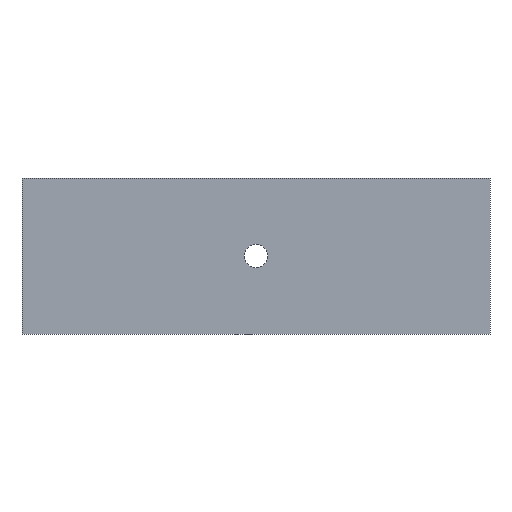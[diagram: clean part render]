
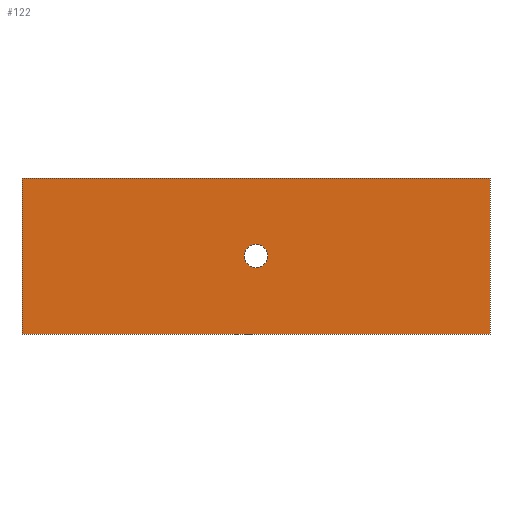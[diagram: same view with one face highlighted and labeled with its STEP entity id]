
A CAD part, left-side view. The second image highlights one B-rep face of the part: STEP entity #122.
In plain terms, the highlighted planar face has unit normal (-1, 0, 0).
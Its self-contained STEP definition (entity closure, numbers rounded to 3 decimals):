
#1=CARTESIAN_POINT('',(0.,30.,10.));
#2=DIRECTION('',(-1.,0.,0.));
#3=DIRECTION('',(0.,0.,-1.));
#4=AXIS2_PLACEMENT_3D('',#1,#2,#3);
#6=CARTESIAN_POINT('',(0.,30.,10.));
#7=DIRECTION('',(-1.,0.,0.));
#8=DIRECTION('',(0.,0.,1.));
#9=AXIS2_PLACEMENT_3D('',#6,#7,#8);
#11=DIRECTION('',(0.,1.,0.));
#12=VECTOR('',#11,60.);
#13=CARTESIAN_POINT('',(0.,0.,0.));
#14=LINE('',#13,#12);
#15=DIRECTION('',(0.,0.,1.));
#16=VECTOR('',#15,20.);
#17=CARTESIAN_POINT('',(0.,60.,0.));
#18=LINE('',#17,#16);
#19=DIRECTION('',(0.,-1.,0.));
#20=VECTOR('',#19,60.);
#21=CARTESIAN_POINT('',(0.,60.,20.));
#22=LINE('',#21,#20);
#23=DIRECTION('',(0.,0.,-1.));
#24=VECTOR('',#23,20.);
#25=CARTESIAN_POINT('',(0.,0.,20.));
#26=LINE('',#25,#24);
#77=CARTESIAN_POINT('',(0.,0.,0.));
#78=CARTESIAN_POINT('',(0.,60.,0.));
#79=VERTEX_POINT('',#77);
#80=VERTEX_POINT('',#78);
#81=CARTESIAN_POINT('',(0.,60.,20.));
#82=VERTEX_POINT('',#81);
#83=CARTESIAN_POINT('',(0.,0.,20.));
#84=VERTEX_POINT('',#83);
#93=CARTESIAN_POINT('',(0.,30.,8.5));
#94=CARTESIAN_POINT('',(0.,30.,11.5));
#95=VERTEX_POINT('',#93);
#96=VERTEX_POINT('',#94);
#101=CARTESIAN_POINT('',(0.,0.,0.));
#102=DIRECTION('',(1.,0.,0.));
#103=DIRECTION('',(0.,0.,-1.));
#104=AXIS2_PLACEMENT_3D('',#101,#102,#103);
#105=PLANE('',#104);
#107=ORIENTED_EDGE('',*,*,#106,.T.);
#109=ORIENTED_EDGE('',*,*,#108,.T.);
#111=ORIENTED_EDGE('',*,*,#110,.T.);
#113=ORIENTED_EDGE('',*,*,#112,.T.);
#114=EDGE_LOOP('',(#107,#109,#111,#113));
#115=FACE_OUTER_BOUND('',#114,.F.);
#117=ORIENTED_EDGE('',*,*,#116,.T.);
#119=ORIENTED_EDGE('',*,*,#118,.T.);
#120=EDGE_LOOP('',(#117,#119));
#121=FACE_BOUND('',#120,.F.);
#122=ADVANCED_FACE('',(#115,#121),#105,.F.);
#5=CIRCLE('',#4,1.5);
#10=CIRCLE('',#9,1.5);
#106=EDGE_CURVE('',#79,#80,#14,.T.);
#108=EDGE_CURVE('',#80,#82,#18,.T.);
#110=EDGE_CURVE('',#82,#84,#22,.T.);
#112=EDGE_CURVE('',#84,#79,#26,.T.);
#116=EDGE_CURVE('',#95,#96,#5,.T.);
#118=EDGE_CURVE('',#96,#95,#10,.T.);
